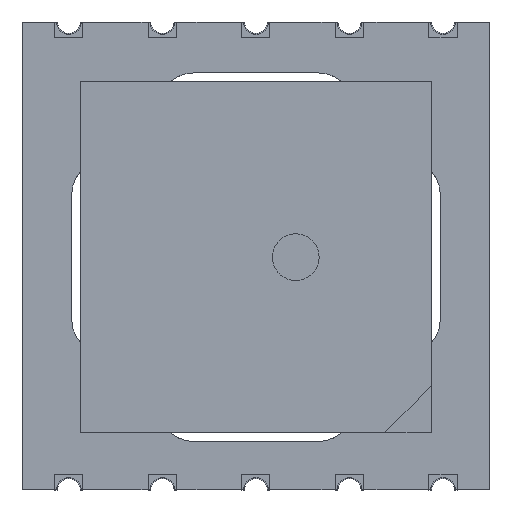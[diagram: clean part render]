
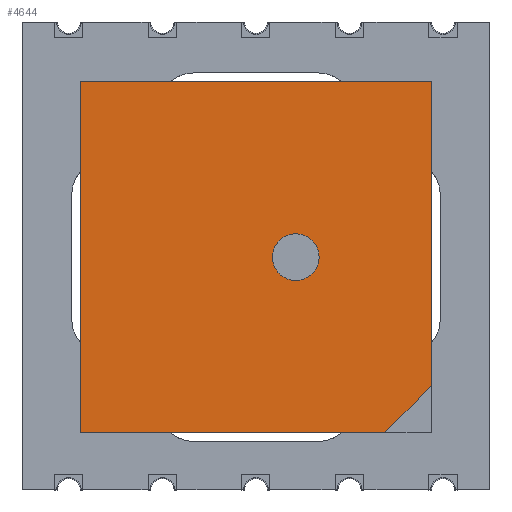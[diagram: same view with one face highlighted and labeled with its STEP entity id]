
A CAD part, top view. The second image highlights one B-rep face of the part: STEP entity #4644.
In plain terms, the highlighted planar face has unit normal (0, 0, 1).
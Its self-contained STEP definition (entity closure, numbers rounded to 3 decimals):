
#3299=CARTESIAN_POINT('',(7.498,7.451,1.529));
#3300=VERTEX_POINT('',#3299);
#3307=CARTESIAN_POINT('',(7.498,-5.549,1.529));
#3308=VERTEX_POINT('',#3307);
#3309=CARTESIAN_POINT('',(7.498,-5.549,1.529));
#3310=DIRECTION('',(0.,1.,-0.));
#3311=VECTOR('',#3310,13.);
#3312=LINE('',#3309,#3311);
#3313=EDGE_CURVE('',#3308,#3300,#3312,.T.);
#3844=CARTESIAN_POINT('',(5.498,-7.549,1.529));
#3845=VERTEX_POINT('',#3844);
#3852=CARTESIAN_POINT('',(-7.502,-7.549,1.529));
#3853=VERTEX_POINT('',#3852);
#3854=CARTESIAN_POINT('',(-7.502,-7.549,1.529));
#3855=DIRECTION('',(1.,-0.,0.));
#3856=VECTOR('',#3855,13.);
#3857=LINE('',#3854,#3856);
#3858=EDGE_CURVE('',#3853,#3845,#3857,.T.);
#4572=CARTESIAN_POINT('',(-7.502,7.451,1.529));
#4573=VERTEX_POINT('',#4572);
#4580=CARTESIAN_POINT('',(7.498,7.451,1.529));
#4581=DIRECTION('',(-1.,0.,-0.));
#4582=VECTOR('',#4581,15.);
#4583=LINE('',#4580,#4582);
#4584=EDGE_CURVE('',#3300,#4573,#4583,.T.);
#4597=CARTESIAN_POINT('',(-7.502,7.451,1.529));
#4598=DIRECTION('',(-0.,-1.,0.));
#4599=VECTOR('',#4598,15.);
#4600=LINE('',#4597,#4599);
#4601=EDGE_CURVE('',#4573,#3853,#4600,.T.);
#4616=CARTESIAN_POINT('',(1.698,1.651,1.529));
#4617=DIRECTION('',(0.,0.,1.));
#4618=DIRECTION('',(0.,1.,-0.));
#4619=AXIS2_PLACEMENT_3D('',#4616,#4617,#4618);
#4620=PLANE('',#4619);
#4621=CARTESIAN_POINT('',(7.498,-5.549,1.529));
#4622=DIRECTION('',(-0.707,-0.707,0.));
#4623=VECTOR('',#4622,2.828);
#4624=LINE('',#4621,#4623);
#4625=EDGE_CURVE('',#3308,#3845,#4624,.T.);
#4626=ORIENTED_EDGE('',*,*,#4625,.F.);
#4627=ORIENTED_EDGE('',*,*,#3313,.T.);
#4628=ORIENTED_EDGE('',*,*,#4584,.T.);
#4629=ORIENTED_EDGE('',*,*,#4601,.T.);
#4630=ORIENTED_EDGE('',*,*,#3858,.T.);
#4631=EDGE_LOOP('',(#4626,#4627,#4628,#4629,#4630));
#4632=FACE_BOUND('',#4631,.T.);
#4633=CARTESIAN_POINT('',(1.698,0.951,1.529));
#4634=VERTEX_POINT('',#4633);
#4635=CARTESIAN_POINT('',(1.698,-0.049,1.529));
#4636=DIRECTION('',(0.,0.,1.));
#4637=DIRECTION('',(0.,1.,-0.));
#4638=AXIS2_PLACEMENT_3D('',#4635,#4636,#4637);
#4639=CIRCLE('',#4638,1.);
#4640=EDGE_CURVE('',#4634,#4634,#4639,.T.);
#4641=ORIENTED_EDGE('',*,*,#4640,.F.);
#4642=EDGE_LOOP('',(#4641));
#4643=FACE_BOUND('',#4642,.T.);
#4644=ADVANCED_FACE('',(#4632,#4643),#4620,.T.);
